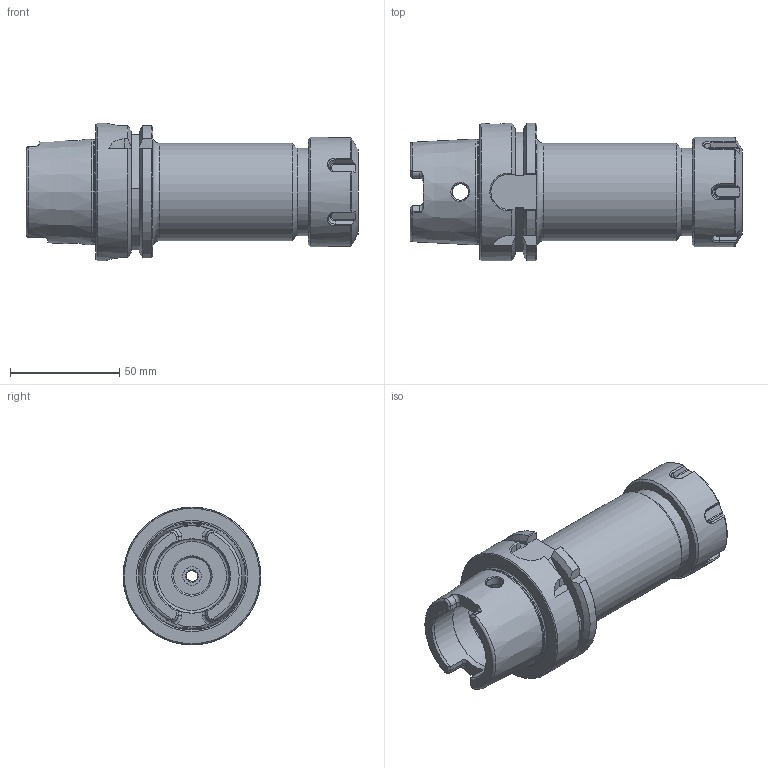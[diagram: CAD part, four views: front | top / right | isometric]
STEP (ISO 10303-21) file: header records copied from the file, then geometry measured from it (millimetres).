
FILE_DESCRIPTION(/* description */ ('ER COLLET CHUCK'),/* implementation_level */ '2;1');
FILE_NAME(/* name */ 'H63-32ERF472.stp',/* time_stamp */ '2017-01-26T15:38:23-05:00',/* author */ ('davhar'),/* organization */ (''),/* preprocessor_version */ 'ST-DEVELOPER v16.1',/* originating_system */ 'Autodesk Inventor 2016',/* authorisation */ '10.3 in^3');
FILE_SCHEMA (('AUTOMOTIVE_DESIGN { 1 0 10303 214 3 1 1 }'));
Length unit declared in the file: inch
Products named in the file (4): H63-32ER5-1; 32ERN; BS-18; H63-32ERF472
Assembly tree (3 placements, depth 2):
  H63-32ERF472
    H63-32ER5-1
    32ERN
    BS-18
Bounding box: 151.89 x 63 x 63 mm (x, y, z)
Volume: 191296.9 mm3; surface area: 49031.8 mm2
Topology: 3 solids, 3 shells, 241 faces, 609 edges, 379 vertices
Faces by surface type: plane 95, cylinder 60, cone 44, torus 25, bspline 17
Full cylindrical faces by diameter (mm): 7.112 x1, 7.5 x2, 8.4 x1, 10 x1, 16.916 x1, 17.78 x2, 18.923 x1, 19.016 x1, 20.447 x1, 23.495 x1, 27 x1, 34 x2, 38.65 x1, 40 x2, 41 x1, 44.45 x1, 48.041 x1, 50 x1, 63 x1
Entity records: 8691 total; most frequent: CARTESIAN_POINT 3339, ORIENTED_EDGE 1080, DIRECTION 982, EDGE_CURVE 540, AXIS2_PLACEMENT_3D 403, VERTEX_POINT 364, EDGE_LOOP 310, FACE_OUTER_BOUND 241
